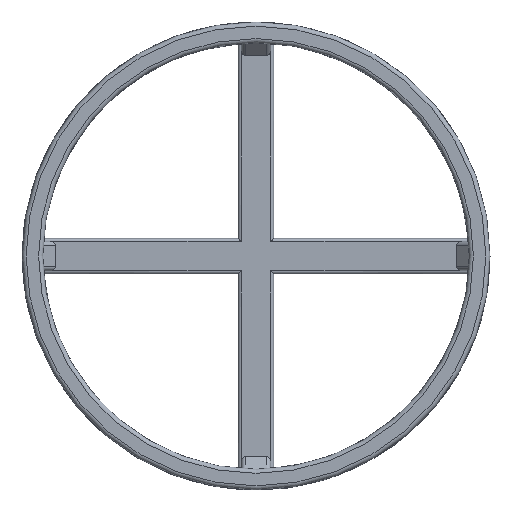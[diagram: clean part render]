
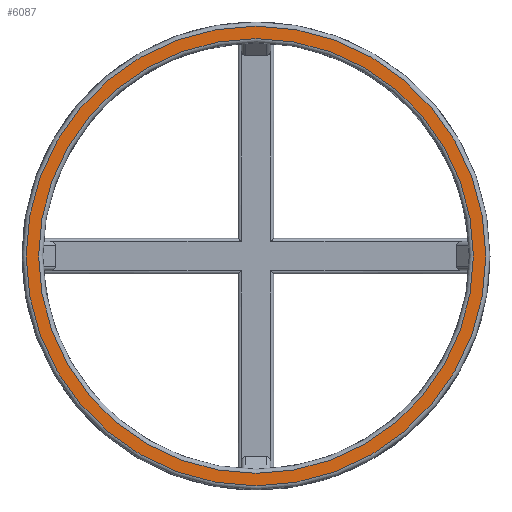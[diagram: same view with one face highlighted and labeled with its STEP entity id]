
A CAD part, top view. The second image highlights one B-rep face of the part: STEP entity #6087.
In plain terms, the highlighted planar face has unit normal (0, 0, 1).
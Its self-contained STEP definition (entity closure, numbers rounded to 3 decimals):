
#1120 = TOROIDAL_SURFACE('',#1121,52.25,1.);
#1121 = AXIS2_PLACEMENT_3D('',#1122,#1123,#1124);
#1122 = CARTESIAN_POINT('',(0.,0.,21.));
#1123 = DIRECTION('',(0.,0.,1.));
#1124 = DIRECTION('',(1.,0.,0.));
#4719 = VERTEX_POINT('',#4720);
#4720 = CARTESIAN_POINT('',(52.25,0.,22.));
#4740 = EDGE_CURVE('',#4719,#4719,#4741,.T.);
#4741 = SURFACE_CURVE('',#4742,(#4747,#4754),.PCURVE_S1.);
#4742 = CIRCLE('',#4743,52.25);
#4743 = AXIS2_PLACEMENT_3D('',#4744,#4745,#4746);
#4744 = CARTESIAN_POINT('',(0.,0.,22.));
#4745 = DIRECTION('',(0.,0.,1.));
#4746 = DIRECTION('',(1.,0.,0.));
#4747 = PCURVE('',#1120,#4748);
#4748 = DEFINITIONAL_REPRESENTATION('',(#4749),#4753);
#4749 = LINE('',#4750,#4751);
#4750 = CARTESIAN_POINT('',(0.,1.571));
#4751 = VECTOR('',#4752,1.);
#4752 = DIRECTION('',(1.,0.));
#4753 = ( GEOMETRIC_REPRESENTATION_CONTEXT(2) 
PARAMETRIC_REPRESENTATION_CONTEXT() REPRESENTATION_CONTEXT('2D SPACE',''
  ) );
#4754 = PCURVE('',#4755,#4760);
#4755 = PLANE('',#4756);
#4756 = AXIS2_PLACEMENT_3D('',#4757,#4758,#4759);
#4757 = CARTESIAN_POINT('',(0.,0.,22.)
  );
#4758 = DIRECTION('',(0.,0.,1.));
#4759 = DIRECTION('',(1.,0.,-0.));
#4760 = DEFINITIONAL_REPRESENTATION('',(#4761),#4765);
#4761 = CIRCLE('',#4762,52.25);
#4762 = AXIS2_PLACEMENT_2D('',#4763,#4764);
#4763 = CARTESIAN_POINT('',(0.,0.));
#4764 = DIRECTION('',(1.,0.));
#4765 = ( GEOMETRIC_REPRESENTATION_CONTEXT(2) 
PARAMETRIC_REPRESENTATION_CONTEXT() REPRESENTATION_CONTEXT('2D SPACE',''
  ) );
#6087 = ADVANCED_FACE('',(#6088,#6119),#4755,.T.);
#6088 = FACE_BOUND('',#6089,.T.);
#6089 = EDGE_LOOP('',(#6090));
#6090 = ORIENTED_EDGE('',*,*,#6091,.T.);
#6091 = EDGE_CURVE('',#6092,#6092,#6094,.T.);
#6092 = VERTEX_POINT('',#6093);
#6093 = CARTESIAN_POINT('',(55.25,0.,22.));
#6094 = SURFACE_CURVE('',#6095,(#6100,#6107),.PCURVE_S1.);
#6095 = CIRCLE('',#6096,55.25);
#6096 = AXIS2_PLACEMENT_3D('',#6097,#6098,#6099);
#6097 = CARTESIAN_POINT('',(0.,0.,22.));
#6098 = DIRECTION('',(0.,0.,1.));
#6099 = DIRECTION('',(1.,0.,-0.));
#6100 = PCURVE('',#4755,#6101);
#6101 = DEFINITIONAL_REPRESENTATION('',(#6102),#6106);
#6102 = CIRCLE('',#6103,55.25);
#6103 = AXIS2_PLACEMENT_2D('',#6104,#6105);
#6104 = CARTESIAN_POINT('',(0.,0.));
#6105 = DIRECTION('',(1.,0.));
#6106 = ( GEOMETRIC_REPRESENTATION_CONTEXT(2) 
PARAMETRIC_REPRESENTATION_CONTEXT() REPRESENTATION_CONTEXT('2D SPACE',''
  ) );
#6107 = PCURVE('',#6108,#6113);
#6108 = TOROIDAL_SURFACE('',#6109,55.25,1.);
#6109 = AXIS2_PLACEMENT_3D('',#6110,#6111,#6112);
#6110 = CARTESIAN_POINT('',(0.,0.,21.));
#6111 = DIRECTION('',(0.,0.,1.));
#6112 = DIRECTION('',(1.,0.,-0.));
#6113 = DEFINITIONAL_REPRESENTATION('',(#6114),#6118);
#6114 = LINE('',#6115,#6116);
#6115 = CARTESIAN_POINT('',(0.,1.571));
#6116 = VECTOR('',#6117,1.);
#6117 = DIRECTION('',(1.,0.));
#6118 = ( GEOMETRIC_REPRESENTATION_CONTEXT(2) 
PARAMETRIC_REPRESENTATION_CONTEXT() REPRESENTATION_CONTEXT('2D SPACE',''
  ) );
#6119 = FACE_BOUND('',#6120,.T.);
#6120 = EDGE_LOOP('',(#6121));
#6121 = ORIENTED_EDGE('',*,*,#4740,.F.);
